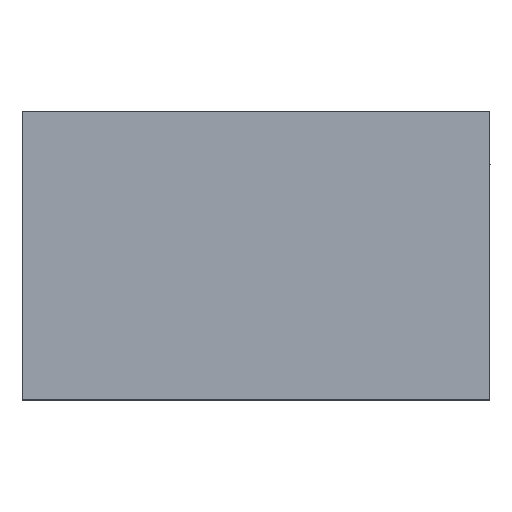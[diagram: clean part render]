
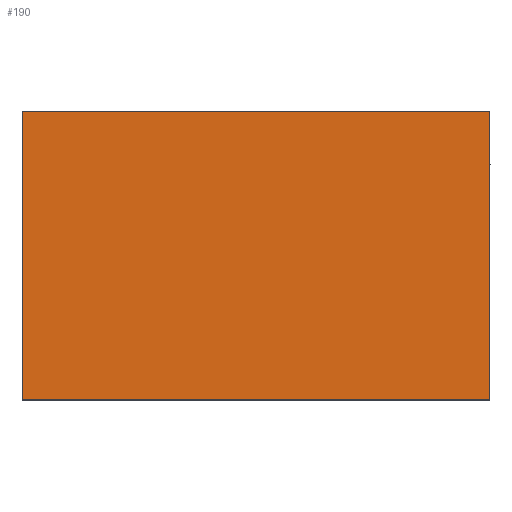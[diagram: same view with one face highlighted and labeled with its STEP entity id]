
A CAD part, top view. The second image highlights one B-rep face of the part: STEP entity #190.
In plain terms, the highlighted free-form (B-spline) face has degree [3, 3] with [6, 6] control points.
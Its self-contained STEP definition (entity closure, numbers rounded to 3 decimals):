
#190=ADVANCED_FACE('',(#206),#750,.T.);
#206=FACE_OUTER_BOUND('',#222,.T.);
#222=EDGE_LOOP('',(#241,#242,#243,#244));
#241=ORIENTED_EDGE('',*,*,#497,.T.);
#242=ORIENTED_EDGE('',*,*,#498,.T.);
#243=ORIENTED_EDGE('',*,*,#499,.T.);
#244=ORIENTED_EDGE('',*,*,#500,.T.);
#305=PCURVE('',#750,#369);
#306=PCURVE('',#750,#370);
#307=PCURVE('',#750,#371);
#308=PCURVE('',#750,#372);
#369=DEFINITIONAL_REPRESENTATION('',(#566),#1976);
#370=DEFINITIONAL_REPRESENTATION('',(#568),#1976);
#371=DEFINITIONAL_REPRESENTATION('',(#570),#1976);
#372=DEFINITIONAL_REPRESENTATION('',(#572),#1976);
#433=SURFACE_CURVE('',#565,(#305),.PCURVE_S1.);
#434=SURFACE_CURVE('',#567,(#306),.PCURVE_S1.);
#435=SURFACE_CURVE('',#569,(#307),.PCURVE_S1.);
#436=SURFACE_CURVE('',#571,(#308),.PCURVE_S1.);
#497=EDGE_CURVE('',#689,#690,#433,.T.);
#498=EDGE_CURVE('',#690,#691,#434,.T.);
#499=EDGE_CURVE('',#691,#692,#435,.T.);
#500=EDGE_CURVE('',#692,#689,#436,.T.);
#565=B_SPLINE_CURVE_WITH_KNOTS('',3,(#903,#904,#905,#906,#907,#908),
 .UNSPECIFIED.,.F.,.F.,(4,1,1,4),(0.,12.329,24.658,
36.987),.UNSPECIFIED.);
#566=B_SPLINE_CURVE_WITH_KNOTS('',1,(#909,#910),.UNSPECIFIED.,.F.,.F.,(2,
2),(0.,36.987),.UNSPECIFIED.);
#567=B_SPLINE_CURVE_WITH_KNOTS('',3,(#911,#912,#913,#914,#915,#916),
 .UNSPECIFIED.,.F.,.F.,(4,1,1,4),(0.,20.,40.,
60.),.UNSPECIFIED.);
#568=B_SPLINE_CURVE_WITH_KNOTS('',1,(#917,#918),.UNSPECIFIED.,.F.,.F.,(2,
2),(0.,60.),.UNSPECIFIED.);
#569=B_SPLINE_CURVE_WITH_KNOTS('',3,(#919,#920,#921,#922,#923,#924),
 .UNSPECIFIED.,.F.,.F.,(4,1,1,4),(-36.987,-24.658,-12.329,
0.),.UNSPECIFIED.);
#570=B_SPLINE_CURVE_WITH_KNOTS('',1,(#925,#926),.UNSPECIFIED.,.F.,.F.,(2,
2),(-36.987,0.),.UNSPECIFIED.);
#571=B_SPLINE_CURVE_WITH_KNOTS('',3,(#927,#928,#929,#930,#931,#932),
 .UNSPECIFIED.,.F.,.F.,(4,1,1,4),(-60.,-40.,-20.,
0.),.UNSPECIFIED.);
#572=B_SPLINE_CURVE_WITH_KNOTS('',1,(#933,#934),.UNSPECIFIED.,.F.,.F.,(2,
2),(-60.,0.),.UNSPECIFIED.);
#689=VERTEX_POINT('',#899);
#690=VERTEX_POINT('',#900);
#691=VERTEX_POINT('',#901);
#692=VERTEX_POINT('',#902);
#750=B_SPLINE_SURFACE_WITH_KNOTS('',3,3,((#863,#864,#865,#866,#867,#868),
(#869,#870,#871,#872,#873,#874),(#875,#876,#877,#878,#879,#880),(#881,#882,
#883,#884,#885,#886),(#887,#888,#889,#890,#891,#892),(#893,#894,#895,#896,
#897,#898)),.UNSPECIFIED.,.F.,.F.,.F.,(4,1,1,4),(4,1,1,4),(0.,12.329,
24.658,36.987),(0.,20.,40.,
60.),.UNSPECIFIED.);
#863=CARTESIAN_POINT('',(0.,-10.03,20.));
#864=CARTESIAN_POINT('',(-6.667,-10.026,20.003));
#865=CARTESIAN_POINT('',(-20.,-10.018,20.01));
#866=CARTESIAN_POINT('',(-40.,-10.007,20.019));
#867=CARTESIAN_POINT('',(-53.334,-9.999,20.026));
#868=CARTESIAN_POINT('',(-60.001,-9.995,20.029));
#869=CARTESIAN_POINT('',(0.,-14.138,20.));
#870=CARTESIAN_POINT('',(-6.667,-14.134,20.003));
#871=CARTESIAN_POINT('',(-20.,-14.127,20.009));
#872=CARTESIAN_POINT('',(-40.,-14.117,20.017));
#873=CARTESIAN_POINT('',(-53.334,-14.11,20.023));
#874=CARTESIAN_POINT('',(-60.001,-14.107,20.026));
#875=CARTESIAN_POINT('',(0.,-22.353,20.));
#876=CARTESIAN_POINT('',(-6.667,-22.351,20.002));
#877=CARTESIAN_POINT('',(-20.,-22.346,20.006));
#878=CARTESIAN_POINT('',(-40.,-22.338,20.013));
#879=CARTESIAN_POINT('',(-53.334,-22.333,20.017));
#880=CARTESIAN_POINT('',(-60.,-22.33,20.019));
#881=CARTESIAN_POINT('',(0.,-34.677,20.));
#882=CARTESIAN_POINT('',(-6.667,-34.675,20.001));
#883=CARTESIAN_POINT('',(-20.,-34.673,20.003));
#884=CARTESIAN_POINT('',(-40.,-34.669,20.006));
#885=CARTESIAN_POINT('',(-53.334,-34.666,20.009));
#886=CARTESIAN_POINT('',(-60.,-34.665,20.01));
#887=CARTESIAN_POINT('',(0.,-42.892,20.));
#888=CARTESIAN_POINT('',(-6.667,-42.892,20.));
#889=CARTESIAN_POINT('',(-20.,-42.891,20.001));
#890=CARTESIAN_POINT('',(-40.,-42.89,20.002));
#891=CARTESIAN_POINT('',(-53.333,-42.889,20.003));
#892=CARTESIAN_POINT('',(-60.,-42.888,20.003));
#893=CARTESIAN_POINT('',(0.,-47.,20.));
#894=CARTESIAN_POINT('',(-6.667,-47.,20.));
#895=CARTESIAN_POINT('',(-20.,-47.,20.));
#896=CARTESIAN_POINT('',(-40.,-47.,20.));
#897=CARTESIAN_POINT('',(-53.333,-47.,20.));
#898=CARTESIAN_POINT('',(-60.,-47.,20.));
#899=CARTESIAN_POINT('',(0.,-10.03,20.));
#900=CARTESIAN_POINT('',(0.,-47.,20.));
#901=CARTESIAN_POINT('',(-60.,-47.,20.));
#902=CARTESIAN_POINT('',(-60.001,-9.995,20.029));
#903=CARTESIAN_POINT('',(0.,-10.03,20.));
#904=CARTESIAN_POINT('',(0.,-14.138,20.));
#905=CARTESIAN_POINT('',(0.,-22.353,20.));
#906=CARTESIAN_POINT('',(0.,-34.677,20.));
#907=CARTESIAN_POINT('',(0.,-42.892,20.));
#908=CARTESIAN_POINT('',(0.,-47.,20.));
#909=CARTESIAN_POINT('',(0.,0.));
#910=CARTESIAN_POINT('',(36.987,0.));
#911=CARTESIAN_POINT('',(0.,-47.,20.));
#912=CARTESIAN_POINT('',(-6.667,-47.,20.));
#913=CARTESIAN_POINT('',(-20.,-47.,20.));
#914=CARTESIAN_POINT('',(-40.,-47.,20.));
#915=CARTESIAN_POINT('',(-53.333,-47.,20.));
#916=CARTESIAN_POINT('',(-60.,-47.,20.));
#917=CARTESIAN_POINT('',(36.987,0.));
#918=CARTESIAN_POINT('',(36.987,60.));
#919=CARTESIAN_POINT('',(-60.,-47.,20.));
#920=CARTESIAN_POINT('',(-60.,-42.888,20.003));
#921=CARTESIAN_POINT('',(-60.,-34.665,20.01));
#922=CARTESIAN_POINT('',(-60.,-22.33,20.019));
#923=CARTESIAN_POINT('',(-60.001,-14.107,20.026));
#924=CARTESIAN_POINT('',(-60.001,-9.995,20.029));
#925=CARTESIAN_POINT('',(36.987,60.));
#926=CARTESIAN_POINT('',(0.,60.));
#927=CARTESIAN_POINT('',(-60.001,-9.995,20.029));
#928=CARTESIAN_POINT('',(-53.334,-9.999,20.026));
#929=CARTESIAN_POINT('',(-40.,-10.007,20.019));
#930=CARTESIAN_POINT('',(-20.,-10.018,20.01));
#931=CARTESIAN_POINT('',(-6.667,-10.026,20.003));
#932=CARTESIAN_POINT('',(0.,-10.03,20.));
#933=CARTESIAN_POINT('',(0.,60.));
#934=CARTESIAN_POINT('',(0.,0.));
#1976=(
GEOMETRIC_REPRESENTATION_CONTEXT(2)
PARAMETRIC_REPRESENTATION_CONTEXT()
REPRESENTATION_CONTEXT('pspace','')
);
